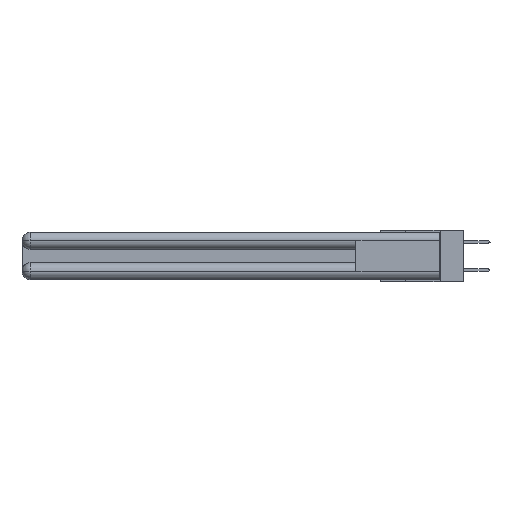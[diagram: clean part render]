
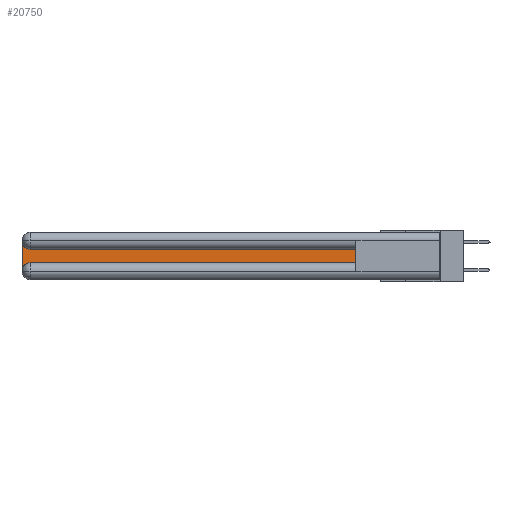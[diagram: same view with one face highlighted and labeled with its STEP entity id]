
A CAD part, left-side view. The second image highlights one B-rep face of the part: STEP entity #20750.
In plain terms, the highlighted planar face has unit normal (-1, 0, 0).
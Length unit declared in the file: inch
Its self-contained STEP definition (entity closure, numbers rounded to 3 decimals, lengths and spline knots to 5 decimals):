
#366 = AXIS2_PLACEMENT_3D ( 'NONE', #6382, #14261, #9134 ) ;
#1196 = DIRECTION ( 'NONE',  ( 1., 0., 0. ) ) ;
#1820 = EDGE_CURVE ( 'NONE', #22526, #8108, #6037, .T. ) ;
#2439 = CARTESIAN_POINT ( 'NONE',  ( 0.075, 3., -0.1225 ) ) ;
#4365 = EDGE_CURVE ( 'NONE', #7423, #10188, #11437, .T. ) ;
#5493 = AXIS2_PLACEMENT_3D ( 'NONE', #2439, #30315, #10276 ) ;
#5805 = EDGE_LOOP ( 'NONE', ( #31396, #26508, #29002, #29631, #25242, #24996 ) ) ;
#6037 = LINE ( 'NONE', #22428, #24708 ) ;
#6382 = CARTESIAN_POINT ( 'NONE',  ( 0.075, 2.94, -0.2775 ) ) ;
#6614 = DIRECTION ( 'NONE',  ( 0., 1., 0. ) ) ;
#7423 = VERTEX_POINT ( 'NONE', #24238 ) ;
#8108 = VERTEX_POINT ( 'NONE', #29312 ) ;
#8540 = EDGE_CURVE ( 'NONE', #10188, #29224, #23585, .T. ) ;
#9134 = DIRECTION ( 'NONE',  ( 0., 0., -1. ) ) ;
#9432 = EDGE_CURVE ( 'NONE', #29224, #22526, #21493, .T. ) ;
#10109 = LINE ( 'NONE', #27961, #16090 ) ;
#10164 = PLANE ( 'NONE',  #5493 ) ;
#10188 = VERTEX_POINT ( 'NONE', #19237 ) ;
#10276 = DIRECTION ( 'NONE',  ( 0., 0., -1. ) ) ;
#11437 = CIRCLE ( 'NONE', #24920, 0.06 ) ;
#14261 = DIRECTION ( 'NONE',  ( 1., 0., 0. ) ) ;
#15050 = VERTEX_POINT ( 'NONE', #30759 ) ;
#16090 = VECTOR ( 'NONE', #19963, 39.37008 ) ;
#17687 = VECTOR ( 'NONE', #6614, 39.37008 ) ;
#19237 = CARTESIAN_POINT ( 'NONE',  ( 0.075, 3., -0.0625 ) ) ;
#19308 = LINE ( 'NONE', #29295, #17687 ) ;
#19632 = CARTESIAN_POINT ( 'NONE',  ( 0.075, 3., -0.2775 ) ) ;
#19963 = DIRECTION ( 'NONE',  ( 0., 0., 1. ) ) ;
#20750 = ADVANCED_FACE ( 'NONE', ( #28604 ), #10164, .F. ) ;
#21483 = DIRECTION ( 'NONE',  ( 0., 0., -1. ) ) ;
#21493 = CIRCLE ( 'NONE', #366, 0.06 ) ;
#22354 = VECTOR ( 'NONE', #32360, 39.37008 ) ;
#22428 = CARTESIAN_POINT ( 'NONE',  ( 0.075, 0.6, -0.2175 ) ) ;
#22526 = VERTEX_POINT ( 'NONE', #27850 ) ;
#22819 = EDGE_CURVE ( 'NONE', #15050, #7423, #19308, .T. ) ;
#23585 = LINE ( 'NONE', #32255, #22354 ) ;
#23706 = EDGE_CURVE ( 'NONE', #8108, #15050, #10109, .T. ) ;
#24238 = CARTESIAN_POINT ( 'NONE',  ( 0.075, 2.94, -0.1225 ) ) ;
#24708 = VECTOR ( 'NONE', #25328, 39.37008 ) ;
#24920 = AXIS2_PLACEMENT_3D ( 'NONE', #31633, #1196, #21483 ) ;
#24996 = ORIENTED_EDGE ( 'NONE', *, *, #23706, .T. ) ;
#25242 = ORIENTED_EDGE ( 'NONE', *, *, #1820, .T. ) ;
#25328 = DIRECTION ( 'NONE',  ( 0., -1., 0. ) ) ;
#26508 = ORIENTED_EDGE ( 'NONE', *, *, #4365, .T. ) ;
#27850 = CARTESIAN_POINT ( 'NONE',  ( 0.075, 2.94, -0.2175 ) ) ;
#27961 = CARTESIAN_POINT ( 'NONE',  ( 0.075, 0.6, -0.2175 ) ) ;
#28604 = FACE_OUTER_BOUND ( 'NONE', #5805, .T. ) ;
#29002 = ORIENTED_EDGE ( 'NONE', *, *, #8540, .T. ) ;
#29224 = VERTEX_POINT ( 'NONE', #19632 ) ;
#29295 = CARTESIAN_POINT ( 'NONE',  ( 0.075, 0.6, -0.1225 ) ) ;
#29312 = CARTESIAN_POINT ( 'NONE',  ( 0.075, 0.6, -0.2175 ) ) ;
#29631 = ORIENTED_EDGE ( 'NONE', *, *, #9432, .T. ) ;
#30315 = DIRECTION ( 'NONE',  ( 1., 0., 0. ) ) ;
#30759 = CARTESIAN_POINT ( 'NONE',  ( 0.075, 0.6, -0.1225 ) ) ;
#31396 = ORIENTED_EDGE ( 'NONE', *, *, #22819, .T. ) ;
#31633 = CARTESIAN_POINT ( 'NONE',  ( 0.075, 2.94, -0.0625 ) ) ;
#32255 = CARTESIAN_POINT ( 'NONE',  ( 0.075, 3., -0.2175 ) ) ;
#32360 = DIRECTION ( 'NONE',  ( 0., 0., -1. ) ) ;
